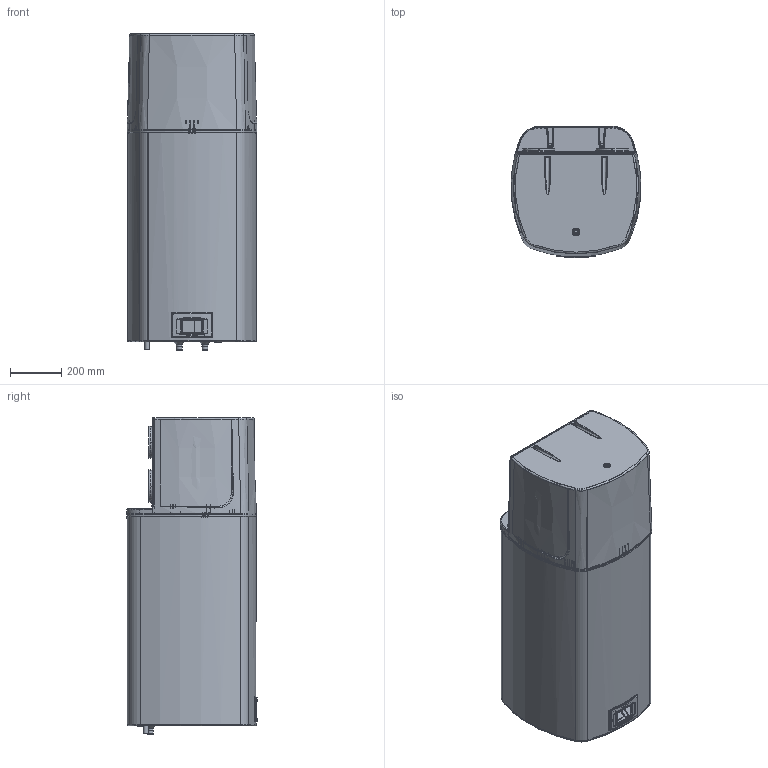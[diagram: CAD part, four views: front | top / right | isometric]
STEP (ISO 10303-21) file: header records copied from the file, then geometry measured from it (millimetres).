
FILE_DESCRIPTION(/* description */ (''),/* implementation_level */ '2;1');
FILE_NAME(/* name */ 'BOOSTER_80L.stp',/* time_stamp */ '2019-02-27T12:58:13+01:00',/* author */ (''),/* organization */ (''),/* preprocessor_version */ 'ST-DEVELOPER v16',/* originating_system */ 'SIEMENS PLM Software NX 11.0',/* authorisation */ '');
FILE_SCHEMA (('AUTOMOTIVE_DESIGN { 1 0 10303 214 3 1 1 1 }'));
Products named in the file (1): 16-10055457ugm000~00_stp_stp
Bounding box: 504.22 x 508.34 x 1230.4 mm (x, y, z)
Volume: 3887697 mm3; surface area: 5320696.9 mm2
Topology: 14 solids, 14 shells, 3551 faces, 9345 edges, 5721 vertices
Faces by surface type: bspline 1182, plane 920, cylinder 695, torus 425, cone 281, extrusion 28, sphere 20
Full cylindrical faces by diameter (mm): 2.7 x2, 3.5 x2, 3.7 x2, 5 x1, 6 x1, 7 x1, 8 x1, 10 x1, 11 x4, 14.4 x1, 16.1 x2, 17.6 x1, 18 x2, 19 x1, 20 x2, 20.4 x2, 21.2 x1, 21.3 x2, 22 x1, 22.4 x3, 23.4 x2, 24 x2, 28 x1, 30 x2, 121.052 x2
Entity records: 153558 total; most frequent: CARTESIAN_POINT 76947, ORIENTED_EDGE 18130, DIRECTION 13093, EDGE_CURVE 9065, VERTEX_POINT 5687, AXIS2_PLACEMENT_3D 5327, EDGE_LOOP 3844, B_SPLINE_CURVE_WITH_KNOTS 3592
